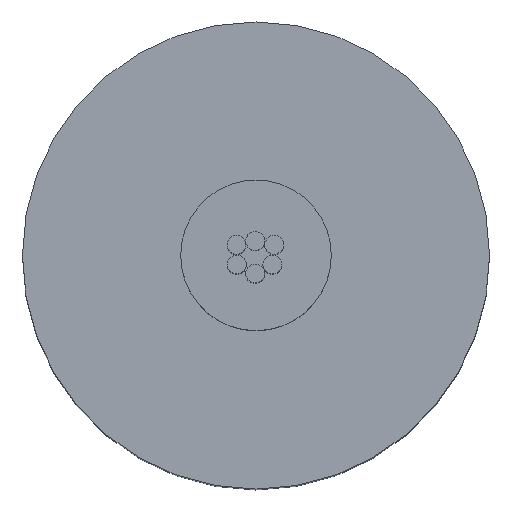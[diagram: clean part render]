
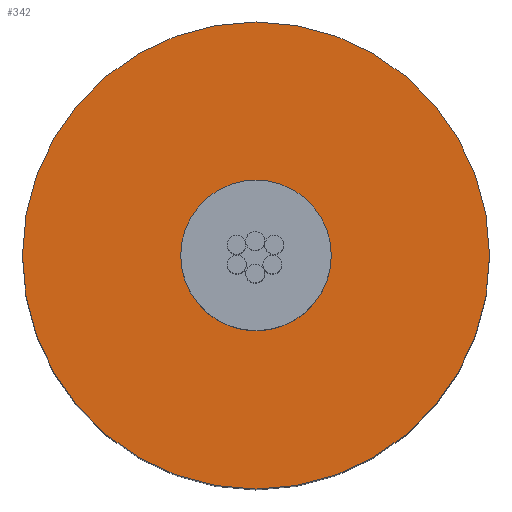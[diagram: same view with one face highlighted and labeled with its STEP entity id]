
A CAD part, top view. The second image highlights one B-rep face of the part: STEP entity #342.
In plain terms, the highlighted planar face has unit normal (0, 0, 1).
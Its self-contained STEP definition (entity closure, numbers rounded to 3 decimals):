
#106 = DIRECTION ( 'NONE',  ( 0., 0., 1. ) ) ;
#140 = ORIENTED_EDGE ( 'NONE', *, *, #1506, .F. ) ;
#235 = DIRECTION ( 'NONE',  ( 0., 0., 1. ) ) ;
#249 = DIRECTION ( 'NONE',  ( 1., 0., 0. ) ) ;
#288 = CARTESIAN_POINT ( 'NONE',  ( -2., 0., 14. ) ) ;
#305 = EDGE_LOOP ( 'NONE', ( #667, #1675 ) ) ;
#342 = ADVANCED_FACE ( 'NONE', ( #1599, #842 ), #1101, .T. ) ;
#405 = CARTESIAN_POINT ( 'NONE',  ( 0., 0., 14. ) ) ;
#455 = CIRCLE ( 'NONE', #1134, 2. ) ;
#557 = CARTESIAN_POINT ( 'NONE',  ( 0., 0., 14. ) ) ;
#568 = CARTESIAN_POINT ( 'NONE',  ( 0., 0., 14. ) ) ;
#638 = EDGE_LOOP ( 'NONE', ( #1604, #140 ) ) ;
#665 = AXIS2_PLACEMENT_3D ( 'NONE', #405, #837, #1671 ) ;
#667 = ORIENTED_EDGE ( 'NONE', *, *, #699, .T. ) ;
#699 = EDGE_CURVE ( 'NONE', #711, #1252, #1211, .T. ) ;
#711 = VERTEX_POINT ( 'NONE', #1665 ) ;
#722 = DIRECTION ( 'NONE',  ( 0., 0., 1. ) ) ;
#837 = DIRECTION ( 'NONE',  ( 0., 0., 1. ) ) ;
#842 = FACE_BOUND ( 'NONE', #638, .T. ) ;
#849 = DIRECTION ( 'NONE',  ( 0., 0., 1. ) ) ;
#862 = EDGE_CURVE ( 'NONE', #1033, #1210, #1046, .T. ) ;
#916 = CARTESIAN_POINT ( 'NONE',  ( 6.2, 0., 14. ) ) ;
#1001 = DIRECTION ( 'NONE',  ( 1., 0., 0. ) ) ;
#1027 = EDGE_CURVE ( 'NONE', #1252, #711, #1149, .T. ) ;
#1033 = VERTEX_POINT ( 'NONE', #288 ) ;
#1039 = AXIS2_PLACEMENT_3D ( 'NONE', #1102, #235, #1648 ) ;
#1046 = CIRCLE ( 'NONE', #665, 2. ) ;
#1101 = PLANE ( 'NONE',  #1344 ) ;
#1102 = CARTESIAN_POINT ( 'NONE',  ( 0., 0., 14. ) ) ;
#1134 = AXIS2_PLACEMENT_3D ( 'NONE', #568, #722, #1449 ) ;
#1149 = CIRCLE ( 'NONE', #1270, 6.2 ) ;
#1172 = CARTESIAN_POINT ( 'NONE',  ( 2., 0., 14. ) ) ;
#1210 = VERTEX_POINT ( 'NONE', #1172 ) ;
#1211 = CIRCLE ( 'NONE', #1039, 6.2 ) ;
#1252 = VERTEX_POINT ( 'NONE', #916 ) ;
#1270 = AXIS2_PLACEMENT_3D ( 'NONE', #557, #849, #1001 ) ;
#1344 = AXIS2_PLACEMENT_3D ( 'NONE', #1527, #106, #249 ) ;
#1449 = DIRECTION ( 'NONE',  ( 1., 0., 0. ) ) ;
#1506 = EDGE_CURVE ( 'NONE', #1210, #1033, #455, .T. ) ;
#1527 = CARTESIAN_POINT ( 'NONE',  ( 0., 0., 14. ) ) ;
#1599 = FACE_OUTER_BOUND ( 'NONE', #305, .T. ) ;
#1604 = ORIENTED_EDGE ( 'NONE', *, *, #862, .F. ) ;
#1648 = DIRECTION ( 'NONE',  ( 1., 0., 0. ) ) ;
#1665 = CARTESIAN_POINT ( 'NONE',  ( -6.2, 0., 14. ) ) ;
#1671 = DIRECTION ( 'NONE',  ( 1., 0., 0. ) ) ;
#1675 = ORIENTED_EDGE ( 'NONE', *, *, #1027, .T. ) ;
